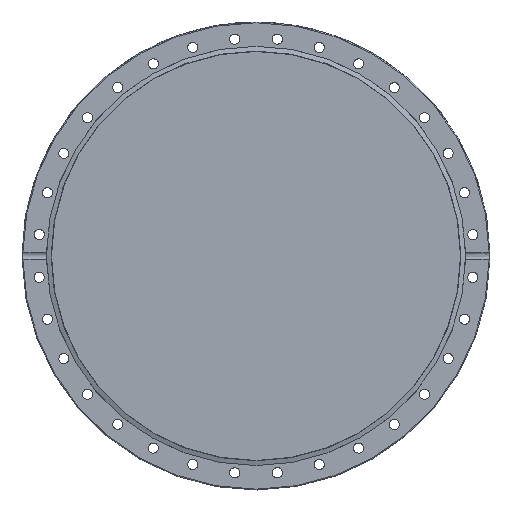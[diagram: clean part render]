
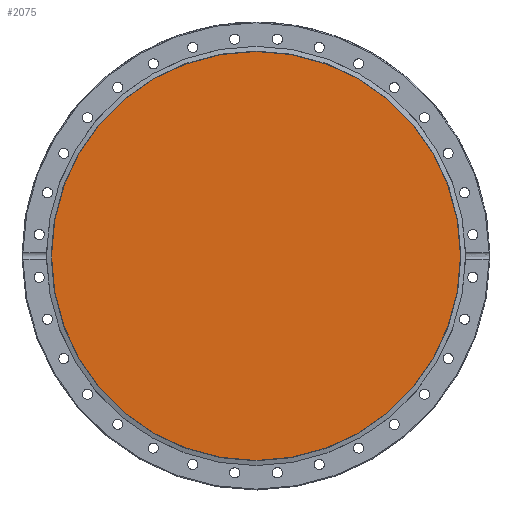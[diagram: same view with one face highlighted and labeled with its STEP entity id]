
A CAD part, top view. The second image highlights one B-rep face of the part: STEP entity #2075.
In plain terms, the highlighted planar face has unit normal (0, 0, 1).
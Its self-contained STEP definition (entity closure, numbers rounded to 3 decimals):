
#2052=CARTESIAN_POINT('',(0.0,-133.282,23.8));
#2053=VERTEX_POINT('',#2052);
#2054=CARTESIAN_POINT('',(0.0,0.,23.8));
#2055=DIRECTION('',(0.0,0.0,-1.0));
#2056=DIRECTION('',(0.0,-1.0,0.0));
#2057=AXIS2_PLACEMENT_3D('',#2054,#2055,#2056);
#2058=CIRCLE('',#2057,133.282);
#2059=EDGE_CURVE('',#2053,#2053,#2058,.T.);
#2067=CARTESIAN_POINT('',(0.0,-66.641,23.8));
#2068=DIRECTION('',(0.0,0.0,-1.0));
#2069=DIRECTION('',(-1.0,0.0,0.0));
#2070=AXIS2_PLACEMENT_3D('',#2067,#2068,#2069);
#2071=PLANE('',#2070);
#2072=ORIENTED_EDGE('',*,*,#2059,.F.);
#2073=EDGE_LOOP('',(#2072));
#2074=FACE_OUTER_BOUND('',#2073,.T.);
#2075=ADVANCED_FACE('',(#2074),#2071,.F.);
